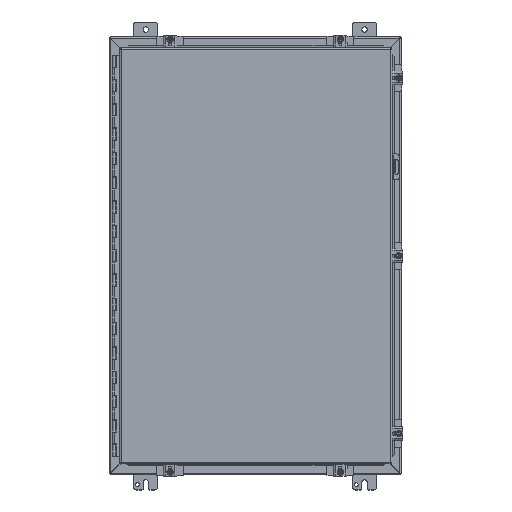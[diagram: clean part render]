
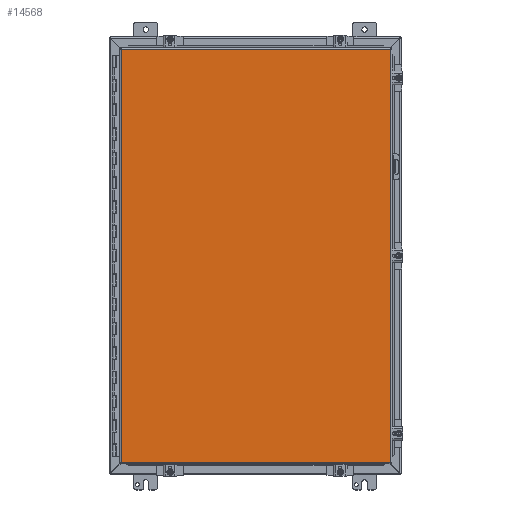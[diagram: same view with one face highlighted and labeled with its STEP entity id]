
A CAD part, top view. The second image highlights one B-rep face of the part: STEP entity #14568.
In plain terms, the highlighted face is planar.
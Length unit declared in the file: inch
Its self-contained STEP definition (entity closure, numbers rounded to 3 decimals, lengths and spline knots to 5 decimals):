
#1408=PLANE('',#15432);
#2173=LINE('',#23840,#3530);
#2179=LINE('',#23961,#3536);
#2189=LINE('',#24114,#3546);
#2192=LINE('',#24147,#3549);
#3530=VECTOR('',#17530,22.1645);
#3536=VECTOR('',#17544,22.1645);
#3546=VECTOR('',#17566,33.977);
#3549=VECTOR('',#17575,33.977);
#4790=FACE_OUTER_BOUND('',#5608,.T.);
#5608=EDGE_LOOP('',(#11533,#11534,#11535,#11536));
#7002=VERTEX_POINT('',#23831);
#7003=VERTEX_POINT('',#23839);
#7006=VERTEX_POINT('',#23909);
#7007=VERTEX_POINT('',#23953);
#8638=EDGE_CURVE('',#7003,#7002,#2173,.T.);
#8651=EDGE_CURVE('',#7006,#7007,#2179,.T.);
#8668=EDGE_CURVE('',#7002,#7006,#2189,.T.);
#8672=EDGE_CURVE('',#7007,#7003,#2192,.T.);
#11533=ORIENTED_EDGE('',*,*,#8668,.T.);
#11534=ORIENTED_EDGE('',*,*,#8651,.T.);
#11535=ORIENTED_EDGE('',*,*,#8672,.T.);
#11536=ORIENTED_EDGE('',*,*,#8638,.T.);
#14568=ADVANCED_FACE('',(#4790),#1408,.F.);
#15432=AXIS2_PLACEMENT_3D('',#24227,#17589,#17590);
#17530=DIRECTION('',(-1.,0.,0.));
#17544=DIRECTION('',(1.,0.,0.));
#17566=DIRECTION('',(0.,1.,0.));
#17575=DIRECTION('',(0.,-1.,0.));
#17589=DIRECTION('center_axis',(0.,0.,1.));
#17590=DIRECTION('ref_axis',(1.,0.,0.));
#23831=CARTESIAN_POINT('',(-11.08225,-16.9885,0.));
#23839=CARTESIAN_POINT('',(11.08225,-16.9885,0.));
#23840=CARTESIAN_POINT('',(5.54113,-16.9885,0.));
#23909=CARTESIAN_POINT('',(-11.08225,16.9885,0.));
#23953=CARTESIAN_POINT('',(11.08225,16.9885,0.));
#23961=CARTESIAN_POINT('',(-5.59375,16.9885,0.));
#24114=CARTESIAN_POINT('',(-11.08225,-8.49425,0.));
#24147=CARTESIAN_POINT('',(11.08225,8.49425,0.));
#24227=CARTESIAN_POINT('Origin',(0.,0.,
0.));
